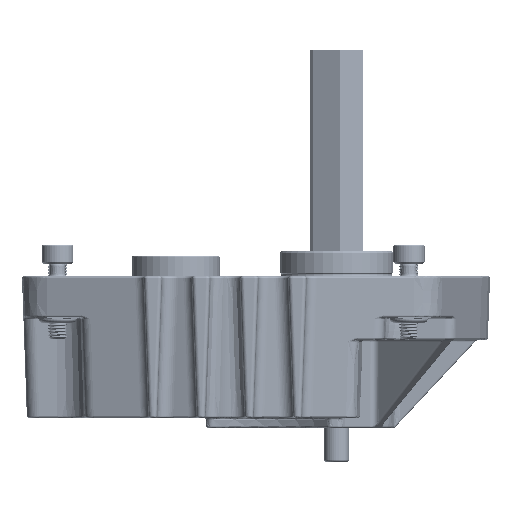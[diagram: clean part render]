
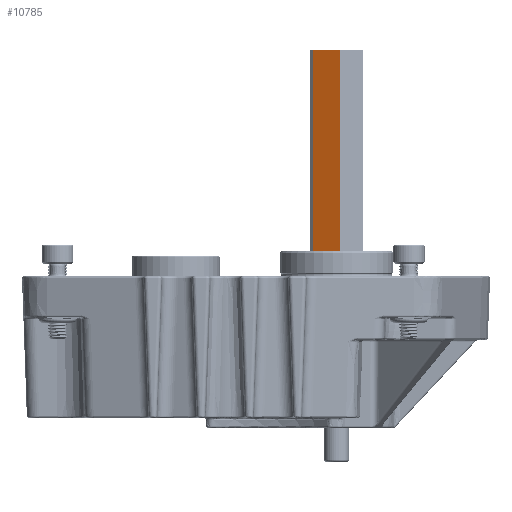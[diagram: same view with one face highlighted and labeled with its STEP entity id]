
A CAD part, left-side view. The second image highlights one B-rep face of the part: STEP entity #10785.
In plain terms, the highlighted face is planar.
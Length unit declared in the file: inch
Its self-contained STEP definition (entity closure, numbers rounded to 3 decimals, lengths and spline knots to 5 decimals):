
#566 = VERTEX_POINT ( 'NONE', #44010 ) ;
#3871 = EDGE_CURVE ( 'NONE', #26405, #78962, #44212, .T. ) ;
#7086 = PLANE ( 'NONE',  #54141 ) ;
#10785 = ADVANCED_FACE ( 'NONE', ( #55456 ), #7086, .F. ) ;
#13410 = VECTOR ( 'NONE', #14645, 39.37008 ) ;
#14645 = DIRECTION ( 'NONE',  ( 0., 0.866, 0.5 ) ) ;
#16464 = VERTEX_POINT ( 'NONE', #61257 ) ;
#17338 = VECTOR ( 'NONE', #44373, 39.37008 ) ;
#17862 = EDGE_LOOP ( 'NONE', ( #29271, #94996, #88590, #80934 ) ) ;
#19837 = CARTESIAN_POINT ( 'NONE',  ( 3.5995, 0., -0.28868 ) ) ;
#21877 = VECTOR ( 'NONE', #83051, 39.37008 ) ;
#26405 = VERTEX_POINT ( 'NONE', #33573 ) ;
#29271 = ORIENTED_EDGE ( 'NONE', *, *, #75490, .T. ) ;
#33573 = CARTESIAN_POINT ( 'NONE',  ( 3.5995, 0., -0.28868 ) ) ;
#35675 = CARTESIAN_POINT ( 'NONE',  ( 3.5995, 0., -0.28868 ) ) ;
#36736 = DIRECTION ( 'NONE',  ( -1., 0., 0. ) ) ;
#37594 = CARTESIAN_POINT ( 'NONE',  ( 3.5995, 0., -0.28868 ) ) ;
#44010 = CARTESIAN_POINT ( 'NONE',  ( 0.805, 0., -0.28868 ) ) ;
#44212 = LINE ( 'NONE', #35675, #13410 ) ;
#44373 = DIRECTION ( 'NONE',  ( -1., 0., 0. ) ) ;
#46102 = LINE ( 'NONE', #88748, #94363 ) ;
#47493 = DIRECTION ( 'NONE',  ( 0., -0.866, -0.5 ) ) ;
#52582 = CARTESIAN_POINT ( 'NONE',  ( 0.805, 0., -0.28868 ) ) ;
#54141 = AXIS2_PLACEMENT_3D ( 'NONE', #37594, #68117, #47493 ) ;
#55456 = FACE_OUTER_BOUND ( 'NONE', #17862, .T. ) ;
#61257 = CARTESIAN_POINT ( 'NONE',  ( 0.805, 0.25, -0.14434 ) ) ;
#64303 = CARTESIAN_POINT ( 'NONE',  ( 3.5995, 0.25, -0.14434 ) ) ;
#68117 = DIRECTION ( 'NONE',  ( 0., -0.5, 0.866 ) ) ;
#73817 = EDGE_CURVE ( 'NONE', #26405, #566, #97807, .T. ) ;
#75490 = EDGE_CURVE ( 'NONE', #566, #16464, #76044, .T. ) ;
#76044 = LINE ( 'NONE', #52582, #21877 ) ;
#78962 = VERTEX_POINT ( 'NONE', #64303 ) ;
#80934 = ORIENTED_EDGE ( 'NONE', *, *, #73817, .T. ) ;
#83051 = DIRECTION ( 'NONE',  ( 0., 0.866, 0.5 ) ) ;
#87221 = EDGE_CURVE ( 'NONE', #78962, #16464, #46102, .T. ) ;
#88590 = ORIENTED_EDGE ( 'NONE', *, *, #3871, .F. ) ;
#88748 = CARTESIAN_POINT ( 'NONE',  ( 3.5995, 0.25, -0.14434 ) ) ;
#94363 = VECTOR ( 'NONE', #36736, 39.37008 ) ;
#94996 = ORIENTED_EDGE ( 'NONE', *, *, #87221, .F. ) ;
#97807 = LINE ( 'NONE', #19837, #17338 ) ;
